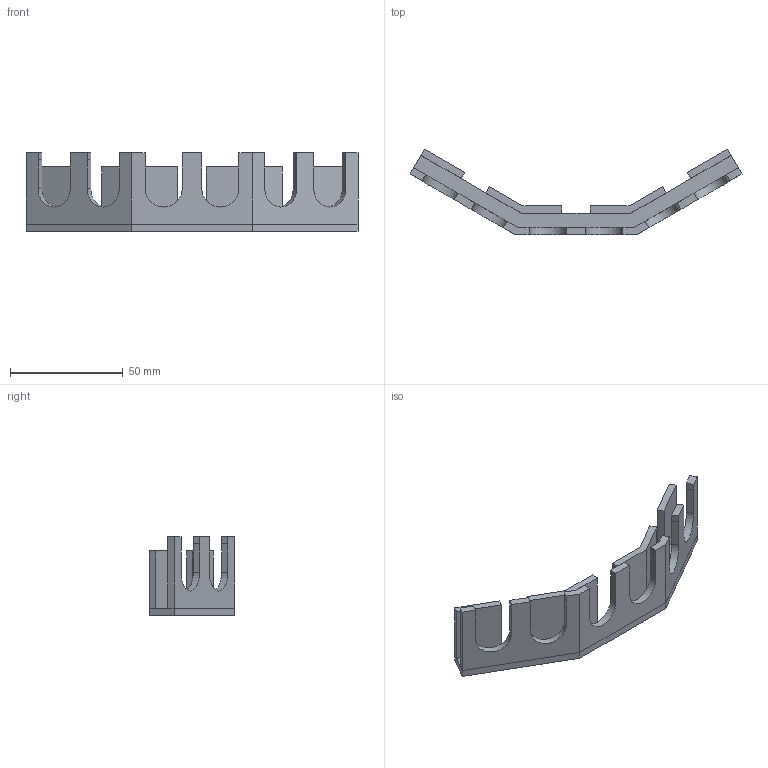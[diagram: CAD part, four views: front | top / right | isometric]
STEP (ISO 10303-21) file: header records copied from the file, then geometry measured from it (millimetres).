
FILE_DESCRIPTION(('FreeCAD Model'),'2;1');
FILE_NAME('Open CASCADE Shape Model','2025-02-08T08:38:07',(''),(''), 'Open CASCADE STEP processor 7.8','FreeCAD','Unknown');
FILE_SCHEMA(('AUTOMOTIVE_DESIGN { 1 0 10303 214 1 1 1 1 }'));
Length unit declared in the file: millimetre
Products named in the file (1): Ultrasonic Socket
Bounding box: 147.46 x 38.1 x 34.92 mm (x, y, z)
Volume: 24422 mm3; surface area: 17951.4 mm2
Topology: 1 solids, 1 shells, 85 faces, 231 edges, 148 vertices
Faces by surface type: plane 79, cylinder 6
Entity records: 2635 total; most frequent: CARTESIAN_POINT 465, ORIENTED_EDGE 462, DIRECTION 415, EDGE_CURVE 231, LINE 219, VECTOR 219, VERTEX_POINT 148, AXIS2_PLACEMENT_3D 98
